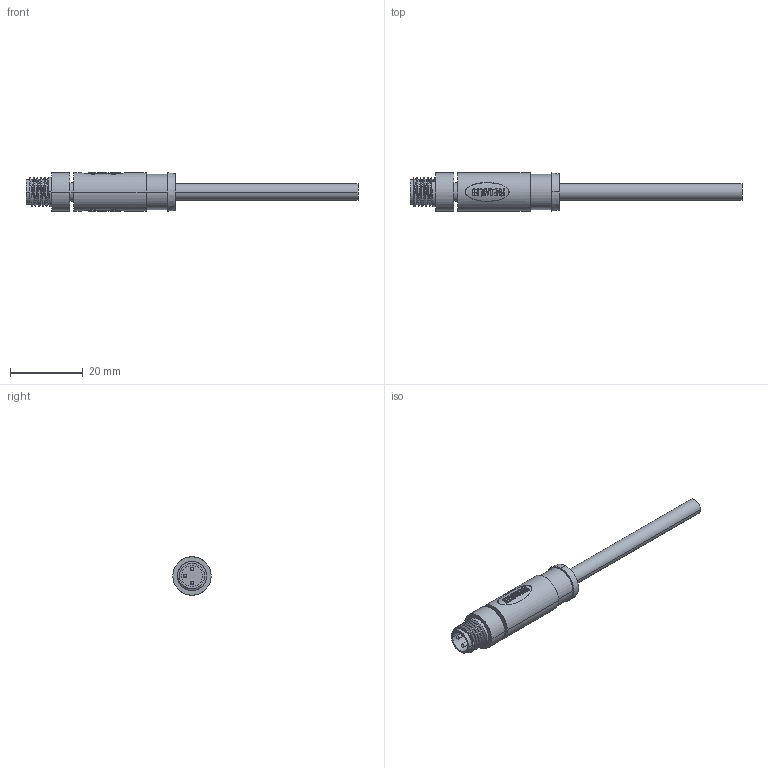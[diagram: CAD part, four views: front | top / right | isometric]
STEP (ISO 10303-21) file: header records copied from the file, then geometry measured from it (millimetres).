
FILE_DESCRIPTION (( 'STEP AP203' ), '1' );
FILE_NAME ('P26.STEP', '2020-03-30T06:06:09', ( 'edpusr' ), ( 'Microsoft' ), 'SwSTEP 2.0', 'SolidWorks 2015', '' );
FILE_SCHEMA (( 'CONFIG_CONTROL_DESIGN' ));
Length unit declared in the file: millimetre
Products named in the file (1): P26
Bounding box: 90.98 x 10.5 x 10.5 mm (x, y, z)
Volume: 3707.4 mm3; surface area: 2513 mm2
Topology: 1 solids, 1 shells, 536 faces, 1485 edges, 990 vertices
Faces by surface type: bspline 400, plane 74, cylinder 60, cone 2
Entity records: 48652 total; most frequent: CARTESIAN_POINT 37558, ORIENTED_EDGE 2970, EDGE_CURVE 1485, DIRECTION 1078, VERTEX_POINT 990, B_SPLINE_CURVE_WITH_KNOTS 786, EDGE_LOOP 575, LINE 544
